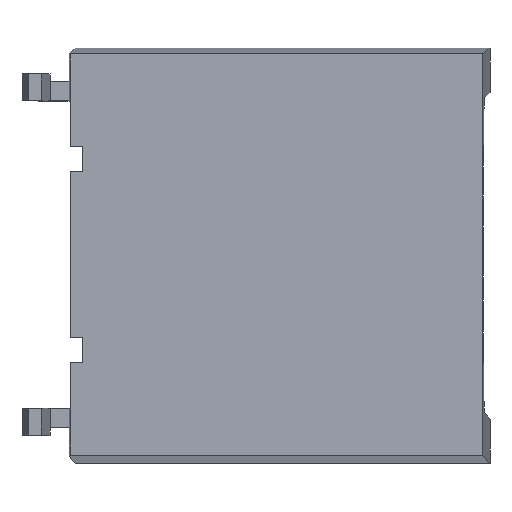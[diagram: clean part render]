
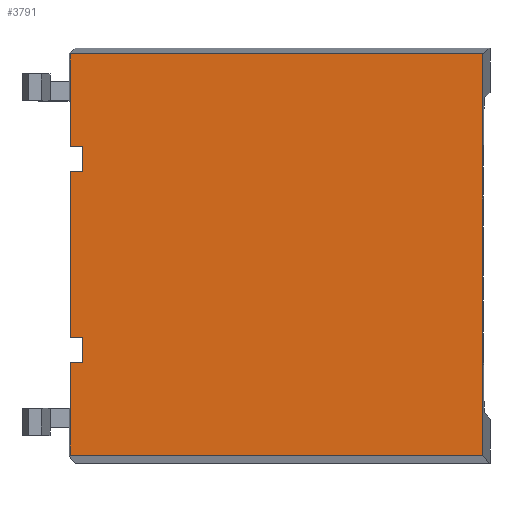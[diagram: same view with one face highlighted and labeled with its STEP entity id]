
A CAD part, top view. The second image highlights one B-rep face of the part: STEP entity #3791.
In plain terms, the highlighted planar face has unit normal (0, 0, 1).
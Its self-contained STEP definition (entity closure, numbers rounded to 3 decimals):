
#3749=AXIS2_PLACEMENT_3D('Plane Axis2P3D',#3746,#3747,#3748) ;
#2424=CARTESIAN_POINT('Vertex',(1.509,-9.991,42.7)) ;
#2437=CARTESIAN_POINT('Vertex',(1.509,-13.009,42.7)) ;
#2441=CARTESIAN_POINT('Control Point',(1.509,-13.009,42.7)) ;
#2442=CARTESIAN_POINT('Control Point',(1.509,-9.991,42.7)) ;
#2463=CARTESIAN_POINT('Line Origine',(0.,-9.991,42.7)) ;
#2467=CARTESIAN_POINT('Vertex',(0.028,-9.991,42.7)) ;
#2493=CARTESIAN_POINT('Line Origine',(0.028,0.,42.7)) ;
#2497=CARTESIAN_POINT('Vertex',(0.028,9.991,42.7)) ;
#2525=CARTESIAN_POINT('Line Origine',(0.,9.991,42.7)) ;
#2529=CARTESIAN_POINT('Vertex',(1.509,9.991,42.7)) ;
#2556=CARTESIAN_POINT('Control Point',(1.509,9.991,42.7)) ;
#2557=CARTESIAN_POINT('Control Point',(1.509,13.009,42.7)) ;
#2558=CARTESIAN_POINT('Vertex',(1.509,13.009,42.7)) ;
#2587=CARTESIAN_POINT('Vertex',(0.028,13.009,42.7)) ;
#2590=CARTESIAN_POINT('Line Origine',(0.,13.009,42.7)) ;
#3163=CARTESIAN_POINT('Vertex',(0.028,-13.009,42.7)) ;
#3166=CARTESIAN_POINT('Line Origine',(0.,-13.009,42.7)) ;
#3660=CARTESIAN_POINT('Vertex',(0.028,-24.13,42.7)) ;
#3665=CARTESIAN_POINT('Line Origine',(0.028,-18.569,42.7)) ;
#3746=CARTESIAN_POINT('Axis2P3D Location',(50.,0.,42.7)) ;
#3751=CARTESIAN_POINT('Line Origine',(49.627,0.,42.7)) ;
#3755=CARTESIAN_POINT('Vertex',(49.627,24.13,42.7)) ;
#3757=CARTESIAN_POINT('Vertex',(49.627,-24.13,42.7)) ;
#3760=CARTESIAN_POINT('Line Origine',(24.828,24.13,42.7)) ;
#3764=CARTESIAN_POINT('Vertex',(0.028,24.13,42.7)) ;
#3767=CARTESIAN_POINT('Line Origine',(0.028,18.569,42.7)) ;
#3772=CARTESIAN_POINT('Line Origine',(24.828,-24.13,42.7)) ;
#2464=DIRECTION('Vector Direction',(-1.,0.,0.)) ;
#2494=DIRECTION('Vector Direction',(0.,-1.,0.)) ;
#2526=DIRECTION('Vector Direction',(-1.,0.,0.)) ;
#2591=DIRECTION('Vector Direction',(-1.,0.,0.)) ;
#3167=DIRECTION('Vector Direction',(-1.,0.,0.)) ;
#3666=DIRECTION('Vector Direction',(0.,-1.,0.)) ;
#3747=DIRECTION('Axis2P3D Direction',(0.,0.,1.)) ;
#3748=DIRECTION('Axis2P3D XDirection',(-1.,0.,0.)) ;
#3752=DIRECTION('Vector Direction',(0.,-1.,0.)) ;
#3761=DIRECTION('Vector Direction',(-1.,0.,0.)) ;
#3768=DIRECTION('Vector Direction',(0.,-1.,0.)) ;
#3773=DIRECTION('Vector Direction',(-1.,0.,0.)) ;
#2465=VECTOR('Line Direction',#2464,1.) ;
#2495=VECTOR('Line Direction',#2494,1.) ;
#2527=VECTOR('Line Direction',#2526,1.) ;
#2592=VECTOR('Line Direction',#2591,1.) ;
#3168=VECTOR('Line Direction',#3167,1.) ;
#3667=VECTOR('Line Direction',#3666,1.) ;
#3753=VECTOR('Line Direction',#3752,1.) ;
#3762=VECTOR('Line Direction',#3761,1.) ;
#3769=VECTOR('Line Direction',#3768,1.) ;
#3774=VECTOR('Line Direction',#3773,1.) ;
#3778=ORIENTED_EDGE('',*,*,#3759,.F.) ;
#3779=ORIENTED_EDGE('',*,*,#3766,.T.) ;
#3780=ORIENTED_EDGE('',*,*,#3771,.T.) ;
#3781=ORIENTED_EDGE('',*,*,#2594,.T.) ;
#3782=ORIENTED_EDGE('',*,*,#2560,.T.) ;
#3783=ORIENTED_EDGE('',*,*,#2531,.F.) ;
#3784=ORIENTED_EDGE('',*,*,#2499,.T.) ;
#3785=ORIENTED_EDGE('',*,*,#2469,.T.) ;
#3786=ORIENTED_EDGE('',*,*,#2443,.F.) ;
#3787=ORIENTED_EDGE('',*,*,#3170,.F.) ;
#3788=ORIENTED_EDGE('',*,*,#3669,.T.) ;
#3789=ORIENTED_EDGE('',*,*,#3776,.F.) ;
#3791=ADVANCED_FACE('Hauptkoerper nicht benutzen',(#3790),#3750,.T.) ;
#2440=B_SPLINE_CURVE_WITH_KNOTS('',1,(#2441,#2442),.UNSPECIFIED.,.F.,.U.,(2,2),(5.457,8.475),.UNSPECIFIED.) ;
#2555=B_SPLINE_CURVE_WITH_KNOTS('',1,(#2556,#2557),.UNSPECIFIED.,.F.,.U.,(2,2),(-1.509,1.509),.UNSPECIFIED.) ;
#2443=EDGE_CURVE('',#2438,#2425,#2440,.T.) ;
#2469=EDGE_CURVE('',#2468,#2425,#2466,.F.) ;
#2499=EDGE_CURVE('',#2498,#2468,#2496,.T.) ;
#2531=EDGE_CURVE('',#2498,#2530,#2528,.F.) ;
#2560=EDGE_CURVE('',#2559,#2530,#2555,.F.) ;
#2594=EDGE_CURVE('',#2588,#2559,#2593,.F.) ;
#3170=EDGE_CURVE('',#3164,#2438,#3169,.F.) ;
#3669=EDGE_CURVE('',#3164,#3661,#3668,.T.) ;
#3759=EDGE_CURVE('',#3756,#3758,#3754,.T.) ;
#3766=EDGE_CURVE('',#3756,#3765,#3763,.T.) ;
#3771=EDGE_CURVE('',#3765,#2588,#3770,.T.) ;
#3776=EDGE_CURVE('',#3758,#3661,#3775,.T.) ;
#3777=EDGE_LOOP('',(#3778,#3779,#3780,#3781,#3782,#3783,#3784,#3785,#3786,#3787,#3788,#3789)) ;
#3790=FACE_OUTER_BOUND('',#3777,.T.) ;
#2466=LINE('Line',#2463,#2465) ;
#2496=LINE('Line',#2493,#2495) ;
#2528=LINE('Line',#2525,#2527) ;
#2593=LINE('Line',#2590,#2592) ;
#3169=LINE('Line',#3166,#3168) ;
#3668=LINE('Line',#3665,#3667) ;
#3754=LINE('Line',#3751,#3753) ;
#3763=LINE('Line',#3760,#3762) ;
#3770=LINE('Line',#3767,#3769) ;
#3775=LINE('Line',#3772,#3774) ;
#3750=PLANE('Plane',#3749) ;
#2425=VERTEX_POINT('',#2424) ;
#2438=VERTEX_POINT('',#2437) ;
#2468=VERTEX_POINT('',#2467) ;
#2498=VERTEX_POINT('',#2497) ;
#2530=VERTEX_POINT('',#2529) ;
#2559=VERTEX_POINT('',#2558) ;
#2588=VERTEX_POINT('',#2587) ;
#3164=VERTEX_POINT('',#3163) ;
#3661=VERTEX_POINT('',#3660) ;
#3756=VERTEX_POINT('',#3755) ;
#3758=VERTEX_POINT('',#3757) ;
#3765=VERTEX_POINT('',#3764) ;
